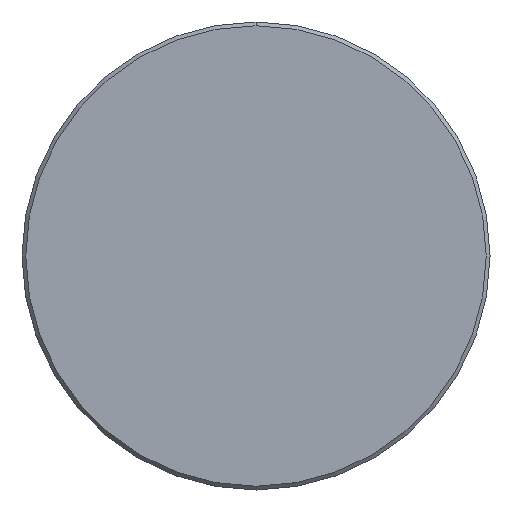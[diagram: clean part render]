
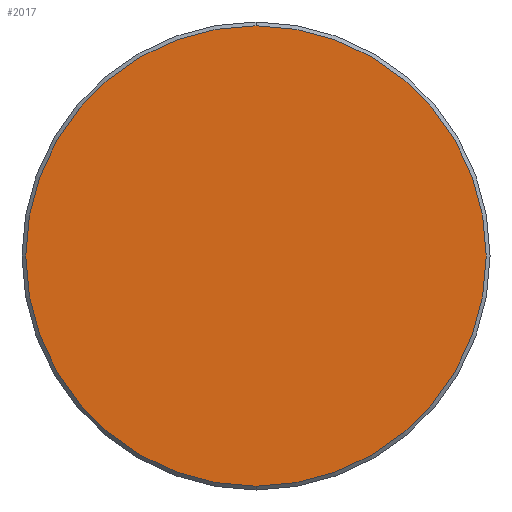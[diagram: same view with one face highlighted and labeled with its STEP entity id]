
A CAD part, front view. The second image highlights one B-rep face of the part: STEP entity #2017.
In plain terms, the highlighted planar face has unit normal (0, -1, 0).
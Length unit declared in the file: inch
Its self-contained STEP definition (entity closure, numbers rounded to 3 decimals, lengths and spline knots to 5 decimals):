
#82 = EDGE_LOOP ( 'NONE', ( #1808, #1633 ) ) ;
#261 = CARTESIAN_POINT ( 'NONE',  ( 0., 0., 0. ) ) ;
#413 = VERTEX_POINT ( 'NONE', #1937 ) ;
#582 = VERTEX_POINT ( 'NONE', #1291 ) ;
#629 = DIRECTION ( 'NONE',  ( 0., 0., 1. ) ) ;
#682 = CARTESIAN_POINT ( 'NONE',  ( 0., 0., 0. ) ) ;
#696 = DIRECTION ( 'NONE',  ( 0., 0., 1. ) ) ;
#814 = AXIS2_PLACEMENT_3D ( 'NONE', #1632, #2384, #696 ) ;
#865 = CIRCLE ( 'NONE', #1180, 0.6045 ) ;
#1051 = AXIS2_PLACEMENT_3D ( 'NONE', #261, #1547, #629 ) ;
#1114 = CIRCLE ( 'NONE', #814, 0.6045 ) ;
#1180 = AXIS2_PLACEMENT_3D ( 'NONE', #682, #1432, #2218 ) ;
#1291 = CARTESIAN_POINT ( 'NONE',  ( 0., 0., -0.6045 ) ) ;
#1297 = EDGE_CURVE ( 'NONE', #582, #413, #865, .T. ) ;
#1356 = EDGE_CURVE ( 'NONE', #413, #582, #1114, .T. ) ;
#1432 = DIRECTION ( 'NONE',  ( 0., -1., 0. ) ) ;
#1547 = DIRECTION ( 'NONE',  ( 0., 1., 0. ) ) ;
#1632 = CARTESIAN_POINT ( 'NONE',  ( 0., 0., 0. ) ) ;
#1633 = ORIENTED_EDGE ( 'NONE', *, *, #1297, .T. ) ;
#1719 = PLANE ( 'NONE',  #1051 ) ;
#1731 = FACE_OUTER_BOUND ( 'NONE', #82, .T. ) ;
#1808 = ORIENTED_EDGE ( 'NONE', *, *, #1356, .T. ) ;
#1937 = CARTESIAN_POINT ( 'NONE',  ( 0., 0., 0.6045 ) ) ;
#2017 = ADVANCED_FACE ( 'NONE', ( #1731 ), #1719, .F. ) ;
#2218 = DIRECTION ( 'NONE',  ( 0., 0., 1. ) ) ;
#2384 = DIRECTION ( 'NONE',  ( 0., -1., 0. ) ) ;
